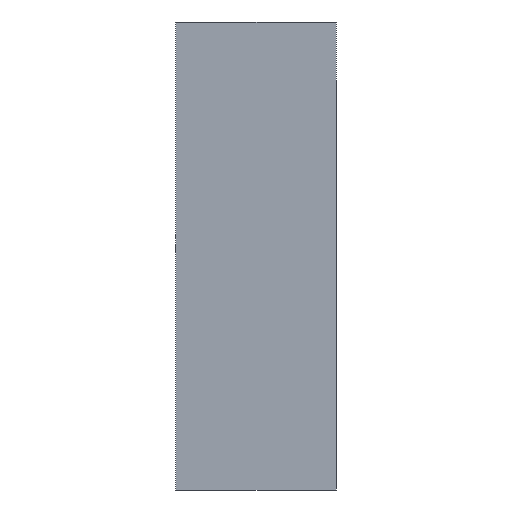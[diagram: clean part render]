
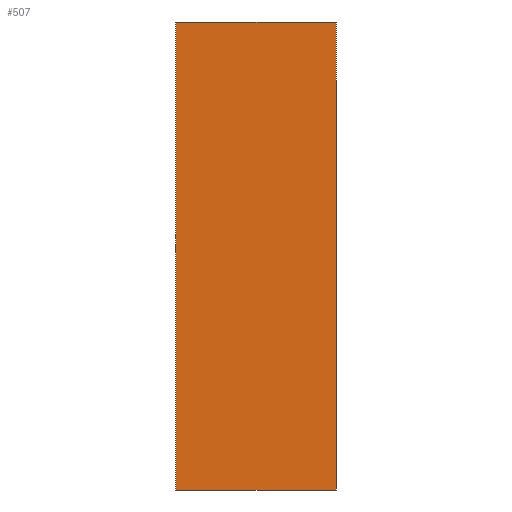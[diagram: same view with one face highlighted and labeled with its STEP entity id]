
A CAD part, left-side view. The second image highlights one B-rep face of the part: STEP entity #507.
In plain terms, the highlighted planar face has unit normal (-1, 0, 0).
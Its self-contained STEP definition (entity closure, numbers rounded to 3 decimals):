
#98=ORIENTED_EDGE('',*,*,#198,.T.);
#99=ORIENTED_EDGE('',*,*,#202,.F.);
#100=ORIENTED_EDGE('',*,*,#203,.F.);
#101=ORIENTED_EDGE('',*,*,#199,.T.);
#198=EDGE_CURVE('',#253,#255,#306,.T.);
#199=EDGE_CURVE('',#256,#253,#307,.T.);
#202=EDGE_CURVE('',#258,#255,#310,.T.);
#203=EDGE_CURVE('',#256,#258,#311,.T.);
#253=VERTEX_POINT('',#792);
#255=VERTEX_POINT('',#796);
#256=VERTEX_POINT('',#800);
#258=VERTEX_POINT('',#806);
#306=LINE('',#797,#368);
#307=LINE('',#799,#369);
#310=LINE('',#805,#372);
#311=LINE('',#807,#373);
#368=VECTOR('',#654,1000.);
#369=VECTOR('',#657,1000.);
#372=VECTOR('',#662,1000.);
#373=VECTOR('',#663,1000.);
#417=EDGE_LOOP('',(#98,#99,#100,#101));
#449=FACE_BOUND('',#417,.T.);
#478=PLANE('',#575);
#507=ADVANCED_FACE('',(#449),#478,.F.);
#575=AXIS2_PLACEMENT_3D('',#804,#660,#661);
#654=DIRECTION('',(0.,0.,1.));
#657=DIRECTION('',(0.,-1.,0.));
#660=DIRECTION('',(1.,0.,0.));
#661=DIRECTION('',(0.,0.,-1.));
#662=DIRECTION('',(0.,-1.,0.));
#663=DIRECTION('',(0.,0.,1.));
#792=CARTESIAN_POINT('',(-0.8,0.,-0.4));
#796=CARTESIAN_POINT('',(-0.8,0.,0.4));
#797=CARTESIAN_POINT('',(-0.8,0.,-0.4));
#799=CARTESIAN_POINT('',(-0.8,0.275,-0.4));
#800=CARTESIAN_POINT('',(-0.8,0.275,-0.4));
#804=CARTESIAN_POINT('',(-0.8,0.275,-0.4));
#805=CARTESIAN_POINT('',(-0.8,0.275,0.4));
#806=CARTESIAN_POINT('',(-0.8,0.275,0.4));
#807=CARTESIAN_POINT('',(-0.8,0.275,-0.4));
